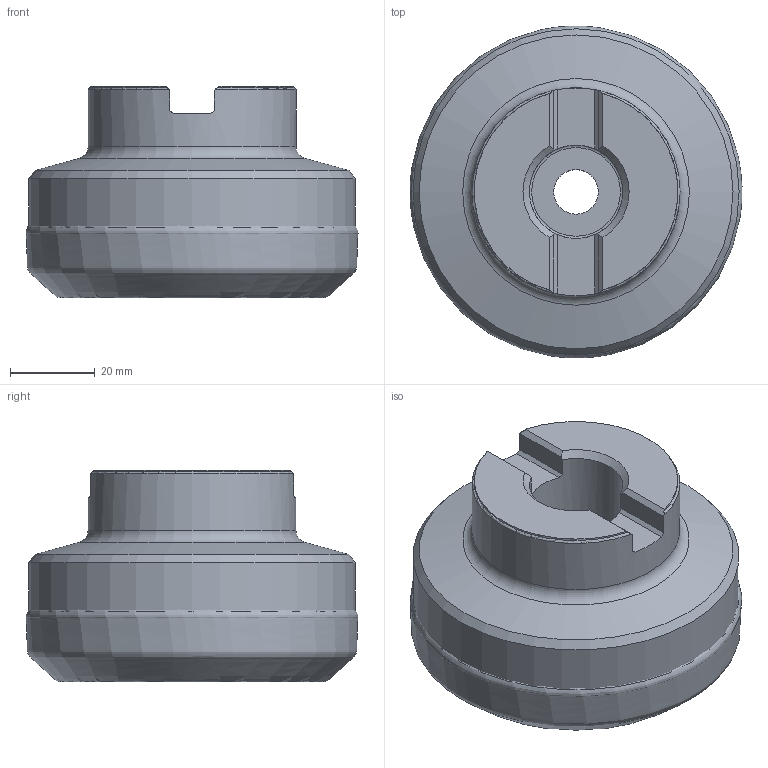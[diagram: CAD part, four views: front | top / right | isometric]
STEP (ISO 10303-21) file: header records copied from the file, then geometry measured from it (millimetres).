
FILE_DESCRIPTION(/* description */ (''),/* implementation_level */ '2;1');
FILE_NAME(/* name */ 'toolassembly_1.stp',/* time_stamp */ '2018-08-02T10:15:20+02:00',/* author */ (''),/* organization */ ('SMS'),/* preprocessor_version */ 'ST-DEVELOPER v15',/* originating_system */ 'SIEMENS PLM Software NX 8.5',/* authorisation */ '');
FILE_SCHEMA (('AUTOMOTIVE_DESIGN { 1 0 10303 214 3 1 1 1 }'));
Length unit declared in the file: millimetre
Products named in the file (4): ASSEMBLY_CONSTRUCTION; CUT_20180802101435; NOCUT_20180802101435; TOOLASSEMBLY_1
Assembly tree (3 placements, depth 2):
  TOOLASSEMBLY_1
    NOCUT_20180802101435
    CUT_20180802101435
    ASSEMBLY_CONSTRUCTION
Bounding box: 78.23 x 78.21 x 49.95 mm (x, y, z)
Volume: 188572.6 mm3; surface area: 31698.7 mm2
Topology: 2 solids, 2 shells, 50 faces, 122 edges, 89 vertices
Faces by surface type: plane 21, torus 10, cylinder 9, cone 6, revolution 3, bspline 1
Full cylindrical faces by diameter (mm): 10.5 x1, 17.1 x1, 22.011 x1, 22.5 x1, 49 x1, 70.869 x1, 76.869 x1
Entity records: 12629 total; most frequent: CARTESIAN_POINT 11319, DIRECTION 263, ORIENTED_EDGE 184, AXIS2_PLACEMENT_3D 118, EDGE_CURVE 92, EDGE_LOOP 76, VERTEX_POINT 71, FACE_BOUND 55
